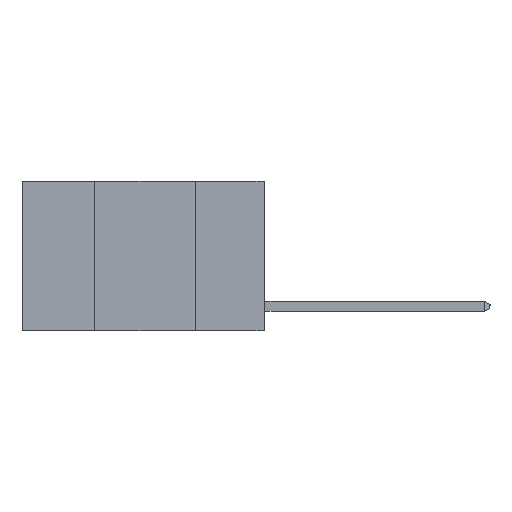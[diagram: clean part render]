
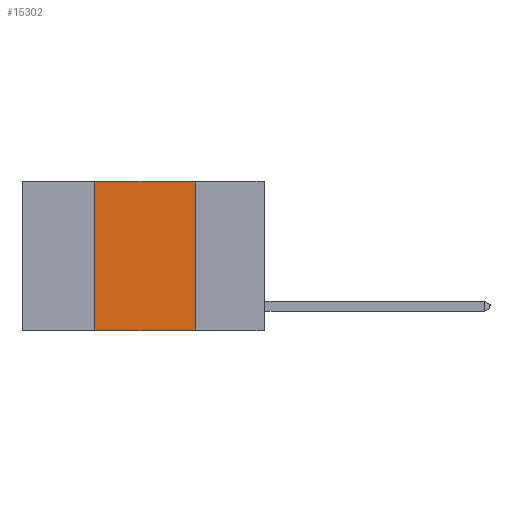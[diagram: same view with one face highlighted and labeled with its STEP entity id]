
A CAD part, left-side view. The second image highlights one B-rep face of the part: STEP entity #15302.
In plain terms, the highlighted planar face has unit normal (-1, 0, 0).
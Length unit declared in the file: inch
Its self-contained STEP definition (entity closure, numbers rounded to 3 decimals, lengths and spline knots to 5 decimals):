
#514 = LINE ( 'NONE', #12567, #10891 ) ;
#810 = CARTESIAN_POINT ( 'NONE',  ( 0., 0.42, 0. ) ) ;
#903 = EDGE_CURVE ( 'NONE', #8094, #8791, #3892, .T. ) ;
#1229 = ORIENTED_EDGE ( 'NONE', *, *, #7156, .F. ) ;
#1592 = DIRECTION ( 'NONE',  ( 0., -1., 0. ) ) ;
#1656 = ORIENTED_EDGE ( 'NONE', *, *, #10812, .F. ) ;
#2205 = CARTESIAN_POINT ( 'NONE',  ( 0., 0.42, -0.37 ) ) ;
#2326 = DIRECTION ( 'NONE',  ( 0., 0., 1. ) ) ;
#2991 = CARTESIAN_POINT ( 'NONE',  ( 0., 0.6, -0.37 ) ) ;
#3744 = PLANE ( 'NONE',  #11769 ) ;
#3892 = LINE ( 'NONE', #2991, #10665 ) ;
#3952 = CARTESIAN_POINT ( 'NONE',  ( 0., 0.6, 0. ) ) ;
#4524 = DIRECTION ( 'NONE',  ( 0., 0., -1. ) ) ;
#5070 = DIRECTION ( 'NONE',  ( 1., 0., 0. ) ) ;
#5589 = CARTESIAN_POINT ( 'NONE',  ( 0., 0.17, 0. ) ) ;
#6299 = VERTEX_POINT ( 'NONE', #810 ) ;
#7156 = EDGE_CURVE ( 'NONE', #6299, #7205, #12237, .T. ) ;
#7205 = VERTEX_POINT ( 'NONE', #5589 ) ;
#8094 = VERTEX_POINT ( 'NONE', #2205 ) ;
#8102 = VECTOR ( 'NONE', #4524, 39.37008 ) ;
#8791 = VERTEX_POINT ( 'NONE', #13708 ) ;
#10633 = CARTESIAN_POINT ( 'NONE',  ( 0., 0.17, 0. ) ) ;
#10665 = VECTOR ( 'NONE', #1592, 39.37008 ) ;
#10812 = EDGE_CURVE ( 'NONE', #8094, #6299, #514, .T. ) ;
#10891 = VECTOR ( 'NONE', #2326, 39.37008 ) ;
#11143 = ORIENTED_EDGE ( 'NONE', *, *, #12438, .F. ) ;
#11769 = AXIS2_PLACEMENT_3D ( 'NONE', #12574, #5070, #13847 ) ;
#12237 = LINE ( 'NONE', #3952, #15491 ) ;
#12438 = EDGE_CURVE ( 'NONE', #7205, #8791, #14715, .T. ) ;
#12567 = CARTESIAN_POINT ( 'NONE',  ( 0., 0.42, 0. ) ) ;
#12574 = CARTESIAN_POINT ( 'NONE',  ( 0., 0.6, 0. ) ) ;
#13062 = ORIENTED_EDGE ( 'NONE', *, *, #903, .T. ) ;
#13708 = CARTESIAN_POINT ( 'NONE',  ( 0., 0.17, -0.37 ) ) ;
#13847 = DIRECTION ( 'NONE',  ( 0., 0., -1. ) ) ;
#14031 = DIRECTION ( 'NONE',  ( 0., -1., 0. ) ) ;
#14715 = LINE ( 'NONE', #10633, #8102 ) ;
#15302 = ADVANCED_FACE ( 'NONE', ( #16286 ), #3744, .F. ) ;
#15491 = VECTOR ( 'NONE', #14031, 39.37008 ) ;
#16286 = FACE_OUTER_BOUND ( 'NONE', #16422, .T. ) ;
#16422 = EDGE_LOOP ( 'NONE', ( #11143, #1229, #1656, #13062 ) ) ;
